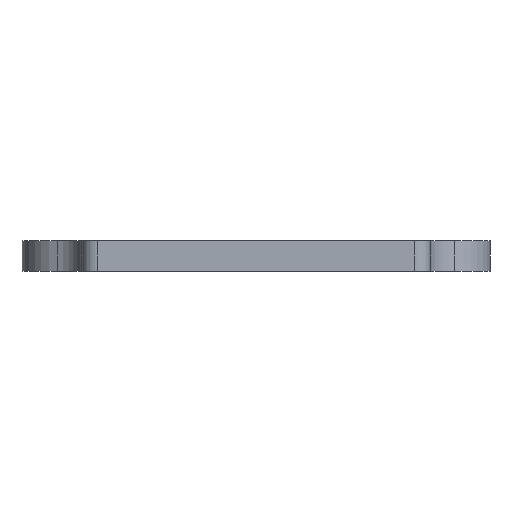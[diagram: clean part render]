
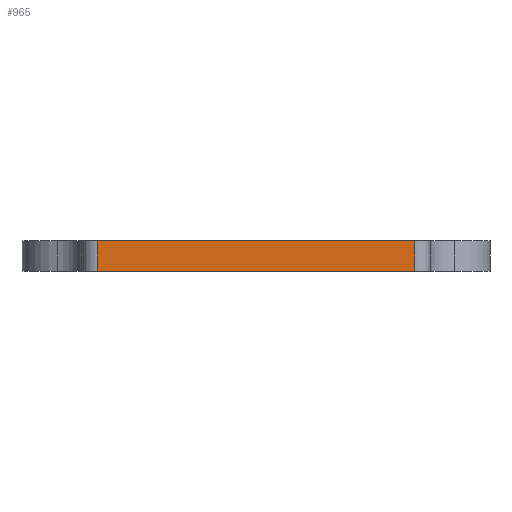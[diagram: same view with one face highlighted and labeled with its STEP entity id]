
A CAD part, front view. The second image highlights one B-rep face of the part: STEP entity #965.
In plain terms, the highlighted planar face has unit normal (0, -1, 0).
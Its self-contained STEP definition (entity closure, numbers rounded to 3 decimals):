
#366=CARTESIAN_POINT('Vertex',(20.5,-44.5,0.)) ;
#369=CARTESIAN_POINT('Line Origine',(0.,-44.5,0.)) ;
#373=CARTESIAN_POINT('Vertex',(-20.5,-44.5,0.)) ;
#615=CARTESIAN_POINT('Vertex',(-20.5,-44.5,4.)) ;
#618=CARTESIAN_POINT('Line Origine',(0.,-44.5,4.)) ;
#622=CARTESIAN_POINT('Vertex',(20.5,-44.5,4.)) ;
#937=CARTESIAN_POINT('Line Origine',(20.5,-44.5,2.)) ;
#949=CARTESIAN_POINT('Axis2P3D Location',(20.5,-44.5,0.)) ;
#954=CARTESIAN_POINT('Line Origine',(-20.5,-44.5,2.)) ;
#370=DIRECTION('Vector Direction',(-1.,0.,0.)) ;
#619=DIRECTION('Vector Direction',(-1.,0.,0.)) ;
#938=DIRECTION('Vector Direction',(0.,0.,-1.)) ;
#950=DIRECTION('Axis2P3D Direction',(0.,1.,-0.)) ;
#951=DIRECTION('Axis2P3D XDirection',(-1.,0.,0.)) ;
#955=DIRECTION('Vector Direction',(0.,0.,1.)) ;
#952=AXIS2_PLACEMENT_3D('Plane Axis2P3D',#949,#950,#951) ;
#960=ORIENTED_EDGE('',*,*,#624,.F.) ;
#961=ORIENTED_EDGE('',*,*,#958,.F.) ;
#962=ORIENTED_EDGE('',*,*,#375,.T.) ;
#963=ORIENTED_EDGE('',*,*,#941,.T.) ;
#371=VECTOR('Line Direction',#370,1.) ;
#620=VECTOR('Line Direction',#619,1.) ;
#939=VECTOR('Line Direction',#938,1.) ;
#956=VECTOR('Line Direction',#955,1.) ;
#965=ADVANCED_FACE('Corps principal',(#964),#953,.F.) ;
#375=EDGE_CURVE('',#374,#367,#372,.F.) ;
#624=EDGE_CURVE('',#616,#623,#621,.F.) ;
#941=EDGE_CURVE('',#367,#623,#940,.F.) ;
#958=EDGE_CURVE('',#374,#616,#957,.T.) ;
#959=EDGE_LOOP('',(#960,#961,#962,#963)) ;
#964=FACE_OUTER_BOUND('',#959,.T.) ;
#372=LINE('Line',#369,#371) ;
#621=LINE('Line',#618,#620) ;
#940=LINE('Line',#937,#939) ;
#957=LINE('Line',#954,#956) ;
#953=PLANE('',#952) ;
#367=VERTEX_POINT('',#366) ;
#374=VERTEX_POINT('',#373) ;
#616=VERTEX_POINT('',#615) ;
#623=VERTEX_POINT('',#622) ;
